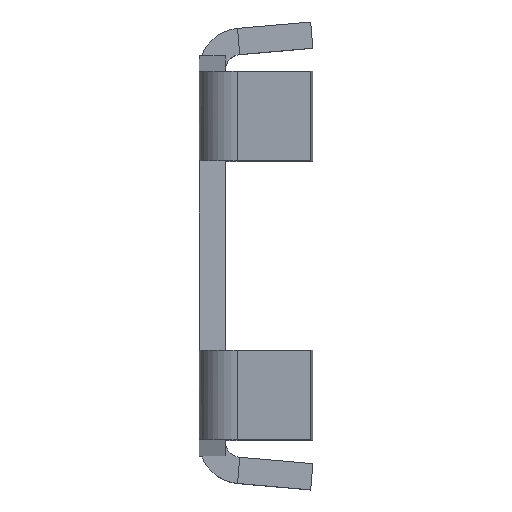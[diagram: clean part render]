
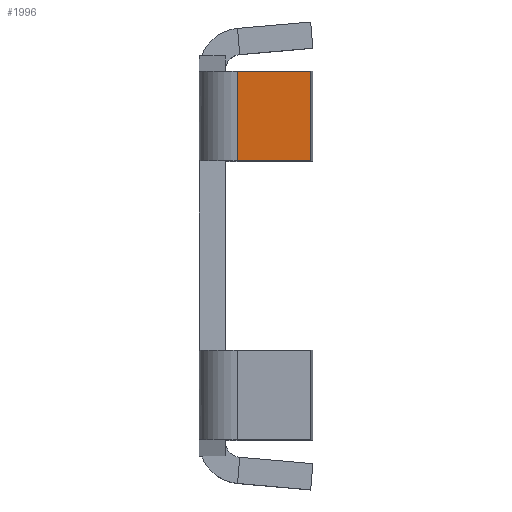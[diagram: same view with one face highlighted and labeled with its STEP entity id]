
A CAD part, top view. The second image highlights one B-rep face of the part: STEP entity #1996.
In plain terms, the highlighted planar face has unit normal (-0.087, 0, 0.996).
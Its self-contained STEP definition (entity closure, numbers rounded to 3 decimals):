
#14 = VECTOR ( 'NONE', #1259, 1000. ) ;
#49 = VECTOR ( 'NONE', #579, 1000. ) ;
#60 = EDGE_CURVE ( 'NONE', #510, #1149, #1874, .T. ) ;
#99 = EDGE_CURVE ( 'NONE', #1790, #510, #2060, .T. ) ;
#314 = EDGE_CURVE ( 'NONE', #1932, #1790, #1792, .T. ) ;
#353 = FACE_OUTER_BOUND ( 'NONE', #409, .T. ) ;
#409 = EDGE_LOOP ( 'NONE', ( #1777, #1758, #1986, #866 ) ) ;
#510 = VERTEX_POINT ( 'NONE', #1225 ) ;
#555 = EDGE_CURVE ( 'NONE', #1149, #1932, #743, .T. ) ;
#575 = AXIS2_PLACEMENT_3D ( 'NONE', #1041, #1021, #1356 ) ;
#579 = DIRECTION ( 'NONE',  ( 0., 1., 0. ) ) ;
#581 = CARTESIAN_POINT ( 'NONE',  ( 10.6, 36.5, 25.468 ) ) ;
#619 = DIRECTION ( 'NONE',  ( -0.996, 0., -0.087 ) ) ;
#743 = LINE ( 'NONE', #1056, #49 ) ;
#826 = CARTESIAN_POINT ( 'NONE',  ( 2.282, 36.5, 24.74 ) ) ;
#866 = ORIENTED_EDGE ( 'NONE', *, *, #555, .F. ) ;
#990 = DIRECTION ( 'NONE',  ( 0.996, 0., 0.087 ) ) ;
#1003 = VECTOR ( 'NONE', #619, 1000. ) ;
#1021 = DIRECTION ( 'NONE',  ( 0.087, 0., -0.996 ) ) ;
#1041 = CARTESIAN_POINT ( 'NONE',  ( -2.131, 0., 24.354 ) ) ;
#1056 = CARTESIAN_POINT ( 'NONE',  ( 3.651, 0., 24.86 ) ) ;
#1129 = CARTESIAN_POINT ( 'NONE',  ( 3.651, 36.5, 24.86 ) ) ;
#1149 = VERTEX_POINT ( 'NONE', #1636 ) ;
#1225 = CARTESIAN_POINT ( 'NONE',  ( 10.6, 28., 25.468 ) ) ;
#1227 = CARTESIAN_POINT ( 'NONE',  ( -2.131, 28., 24.354 ) ) ;
#1259 = DIRECTION ( 'NONE',  ( 0., -1., 0. ) ) ;
#1337 = VECTOR ( 'NONE', #990, 1000. ) ;
#1356 = DIRECTION ( 'NONE',  ( -0.996, 0., -0.087 ) ) ;
#1561 = CARTESIAN_POINT ( 'NONE',  ( 10.6, 36.5, 25.468 ) ) ;
#1636 = CARTESIAN_POINT ( 'NONE',  ( 3.651, 28., 24.86 ) ) ;
#1758 = ORIENTED_EDGE ( 'NONE', *, *, #99, .F. ) ;
#1777 = ORIENTED_EDGE ( 'NONE', *, *, #60, .F. ) ;
#1790 = VERTEX_POINT ( 'NONE', #1561 ) ;
#1792 = LINE ( 'NONE', #826, #1337 ) ;
#1838 = PLANE ( 'NONE',  #575 ) ;
#1874 = LINE ( 'NONE', #1227, #1003 ) ;
#1932 = VERTEX_POINT ( 'NONE', #1129 ) ;
#1986 = ORIENTED_EDGE ( 'NONE', *, *, #314, .F. ) ;
#1996 = ADVANCED_FACE ( 'NONE', ( #353 ), #1838, .F. ) ;
#2060 = LINE ( 'NONE', #581, #14 ) ;
